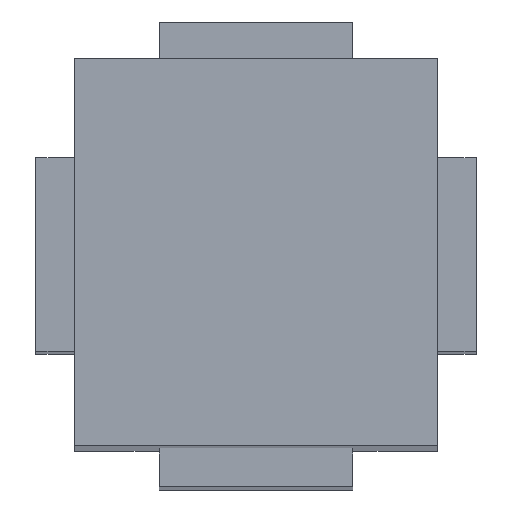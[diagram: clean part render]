
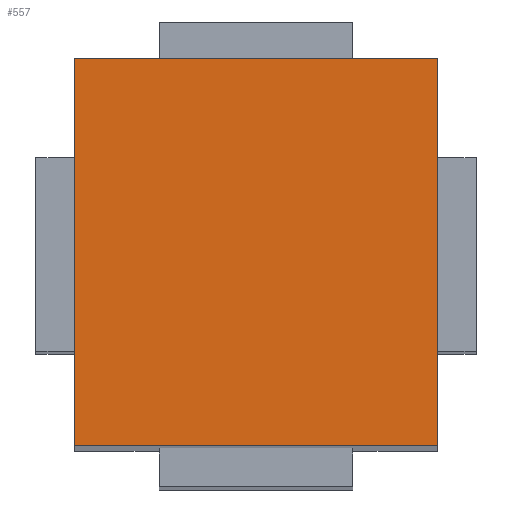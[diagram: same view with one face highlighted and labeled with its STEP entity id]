
A CAD part, top view. The second image highlights one B-rep face of the part: STEP entity #557.
In plain terms, the highlighted planar face has unit normal (0, 0, 1).
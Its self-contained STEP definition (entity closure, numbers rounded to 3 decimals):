
#59=FACE_OUTER_BOUND('',#91,.T.);
#91=EDGE_LOOP('',(#450,#451,#452,#453));
#125=LINE('',#840,#189);
#151=LINE('',#905,#215);
#152=LINE('',#906,#216);
#153=LINE('',#907,#217);
#189=VECTOR('',#685,10.);
#215=VECTOR('',#741,10.);
#216=VECTOR('',#742,10.);
#217=VECTOR('',#743,10.);
#254=VERTEX_POINT('',#837);
#255=VERTEX_POINT('',#839);
#278=VERTEX_POINT('',#903);
#279=VERTEX_POINT('',#904);
#315=EDGE_CURVE('',#255,#254,#125,.T.);
#346=EDGE_CURVE('',#278,#279,#151,.T.);
#347=EDGE_CURVE('',#279,#255,#152,.T.);
#348=EDGE_CURVE('',#254,#278,#153,.T.);
#450=ORIENTED_EDGE('',*,*,#346,.T.);
#451=ORIENTED_EDGE('',*,*,#347,.T.);
#452=ORIENTED_EDGE('',*,*,#315,.T.);
#453=ORIENTED_EDGE('',*,*,#348,.T.);
#534=PLANE('',#616);
#557=ADVANCED_FACE('',(#59),#534,.T.);
#616=AXIS2_PLACEMENT_3D('',#902,#739,#740);
#685=DIRECTION('',(0.,1.,0.));
#739=DIRECTION('center_axis',(0.,0.,1.));
#740=DIRECTION('ref_axis',(1.,0.,0.));
#741=DIRECTION('',(0.,-1.,0.));
#742=DIRECTION('',(1.,0.,0.));
#743=DIRECTION('',(-1.,0.,0.));
#837=CARTESIAN_POINT('',(37.5,40.,700.));
#839=CARTESIAN_POINT('',(37.5,-40.,700.));
#840=CARTESIAN_POINT('',(37.5,-40.,700.));
#902=CARTESIAN_POINT('Origin',(0.,0.,
700.));
#903=CARTESIAN_POINT('',(-37.5,40.,700.));
#904=CARTESIAN_POINT('',(-37.5,-40.,700.));
#905=CARTESIAN_POINT('',(-37.5,40.,700.));
#906=CARTESIAN_POINT('',(-37.5,-40.,700.));
#907=CARTESIAN_POINT('',(37.5,40.,700.));
